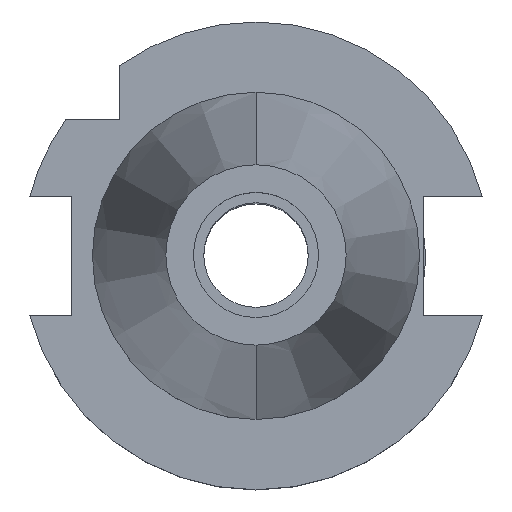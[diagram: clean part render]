
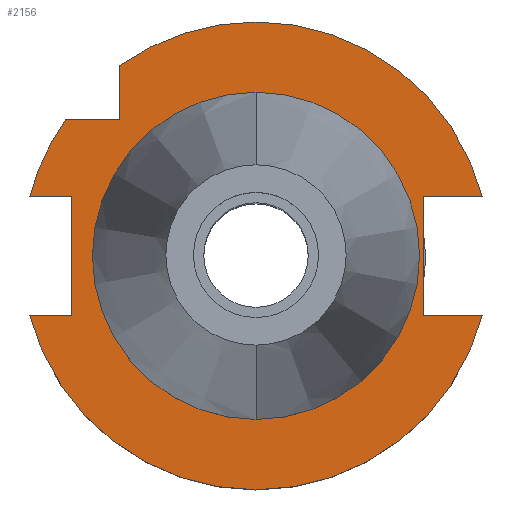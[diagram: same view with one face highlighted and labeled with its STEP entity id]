
A CAD part, top view. The second image highlights one B-rep face of the part: STEP entity #2156.
In plain terms, the highlighted planar face has unit normal (0, 0, 1).
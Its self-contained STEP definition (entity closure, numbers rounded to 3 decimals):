
#596=DIRECTION('',(0.,-1.,0.));
#597=VECTOR('',#596,7.334);
#598=CARTESIAN_POINT('',(-18.5,25.834,-3.2));
#599=LINE('',#598,#597);
#617=DIRECTION('',(1.,0.,0.));
#618=VECTOR('',#617,8.038);
#619=CARTESIAN_POINT('',(22.7,8.05,-3.2));
#620=LINE('',#619,#618);
#641=CARTESIAN_POINT('',(0.,0.,-3.2));
#642=DIRECTION('',(0.,0.,-1.));
#643=DIRECTION('',(-0.582,0.813,0.));
#644=AXIS2_PLACEMENT_3D('',#641,#642,#643);
#649=CARTESIAN_POINT('',(0.,0.,-3.2));
#650=DIRECTION('',(0.,0.,-1.));
#651=DIRECTION('',(0.,1.,0.));
#652=AXIS2_PLACEMENT_3D('',#649,#650,#651);
#657=DIRECTION('',(0.,-1.,0.));
#658=VECTOR('',#657,16.1);
#659=CARTESIAN_POINT('',(22.7,8.05,-3.2));
#660=LINE('',#659,#658);
#664=DIRECTION('',(1.,0.,0.));
#665=VECTOR('',#664,8.038);
#666=CARTESIAN_POINT('',(22.7,-8.05,-3.2));
#667=LINE('',#666,#665);
#671=CARTESIAN_POINT('',(0.,0.,-3.2));
#672=DIRECTION('',(0.,0.,-1.));
#673=DIRECTION('',(0.967,-0.253,0.));
#674=AXIS2_PLACEMENT_3D('',#671,#672,#673);
#679=CARTESIAN_POINT('',(0.,0.,-3.2));
#680=DIRECTION('',(0.,0.,-1.));
#681=DIRECTION('',(0.,-1.,0.));
#682=AXIS2_PLACEMENT_3D('',#679,#680,#681);
#687=DIRECTION('',(-1.,0.,0.));
#688=VECTOR('',#687,5.738);
#689=CARTESIAN_POINT('',(-25.,8.05,-3.2));
#690=LINE('',#689,#688);
#694=CARTESIAN_POINT('',(0.,0.,-3.2));
#695=DIRECTION('',(0.,0.,-1.));
#696=DIRECTION('',(-0.967,0.253,0.));
#697=AXIS2_PLACEMENT_3D('',#694,#695,#696);
#702=CARTESIAN_POINT('',(0.,0.,-3.2));
#703=DIRECTION('',(0.,0.,1.));
#704=DIRECTION('',(0.,-1.,0.));
#705=AXIS2_PLACEMENT_3D('',#702,#703,#704);
#710=CARTESIAN_POINT('',(0.,0.,-3.2));
#711=DIRECTION('',(0.,0.,1.));
#712=DIRECTION('',(0.,1.,0.));
#713=AXIS2_PLACEMENT_3D('',#710,#711,#712);
#921=DIRECTION('',(-1.,0.,0.));
#922=VECTOR('',#921,5.738);
#923=CARTESIAN_POINT('',(-25.,-8.05,-3.2));
#924=LINE('',#923,#922);
#945=DIRECTION('',(0.,-1.,0.));
#946=VECTOR('',#945,16.1);
#947=CARTESIAN_POINT('',(-25.,8.05,-3.2));
#948=LINE('',#947,#946);
#1004=DIRECTION('',(-1.,0.,0.));
#1005=VECTOR('',#1004,7.334);
#1006=CARTESIAN_POINT('',(-18.5,18.5,-3.2));
#1007=LINE('',#1006,#1005);
#1448=CARTESIAN_POINT('',(22.7,-8.05,-3.2));
#1449=VERTEX_POINT('',#1448);
#1450=CARTESIAN_POINT('',(22.7,8.05,-3.2));
#1451=VERTEX_POINT('',#1450);
#1486=CARTESIAN_POINT('',(-18.5,25.834,-3.2));
#1487=VERTEX_POINT('',#1486);
#1488=CARTESIAN_POINT('',(-18.5,18.5,-3.2));
#1489=VERTEX_POINT('',#1488);
#1504=CARTESIAN_POINT('',(-25.,-8.05,-3.2));
#1505=VERTEX_POINT('',#1504);
#1506=CARTESIAN_POINT('',(-30.738,-8.05,-3.2));
#1507=VERTEX_POINT('',#1506);
#1517=CARTESIAN_POINT('',(-25.,8.05,-3.2));
#1518=VERTEX_POINT('',#1517);
#1527=CARTESIAN_POINT('',(-30.738,8.05,-3.2));
#1528=VERTEX_POINT('',#1527);
#1575=CARTESIAN_POINT('',(0.,-31.775,-3.2));
#1576=VERTEX_POINT('',#1575);
#1577=CARTESIAN_POINT('',(30.738,-8.05,-3.2));
#1578=VERTEX_POINT('',#1577);
#1579=CARTESIAN_POINT('',(30.738,8.05,-3.2));
#1580=VERTEX_POINT('',#1579);
#1581=CARTESIAN_POINT('',(0.,31.775,-3.2));
#1582=VERTEX_POINT('',#1581);
#1583=CARTESIAN_POINT('',(-25.834,18.5,-3.2));
#1584=VERTEX_POINT('',#1583);
#1585=CARTESIAN_POINT('',(0.,-22.225,-3.2));
#1586=CARTESIAN_POINT('',(0.,22.225,-3.2));
#1587=VERTEX_POINT('',#1585);
#1588=VERTEX_POINT('',#1586);
#2120=CARTESIAN_POINT('',(0.,0.,-3.2));
#2121=DIRECTION('',(0.,0.,-1.));
#2122=DIRECTION('',(0.,-1.,0.));
#2123=AXIS2_PLACEMENT_3D('',#2120,#2121,#2122);
#2124=PLANE('',#2123);
#2125=ORIENTED_EDGE('',*,*,#2071,.F.);
#2127=ORIENTED_EDGE('',*,*,#2126,.T.);
#2129=ORIENTED_EDGE('',*,*,#2128,.T.);
#2130=ORIENTED_EDGE('',*,*,#2102,.F.);
#2131=ORIENTED_EDGE('',*,*,#2004,.T.);
#2133=ORIENTED_EDGE('',*,*,#2132,.T.);
#2135=ORIENTED_EDGE('',*,*,#2134,.T.);
#2137=ORIENTED_EDGE('',*,*,#2136,.T.);
#2139=ORIENTED_EDGE('',*,*,#2138,.F.);
#2141=ORIENTED_EDGE('',*,*,#2140,.F.);
#2143=ORIENTED_EDGE('',*,*,#2142,.T.);
#2145=ORIENTED_EDGE('',*,*,#2144,.T.);
#2147=ORIENTED_EDGE('',*,*,#2146,.F.);
#2148=EDGE_LOOP('',(#2125,#2127,#2129,#2130,#2131,#2133,#2135,#2137,#2139,#2141,
#2143,#2145,#2147));
#2149=FACE_OUTER_BOUND('',#2148,.F.);
#2151=ORIENTED_EDGE('',*,*,#2150,.T.);
#2153=ORIENTED_EDGE('',*,*,#2152,.T.);
#2154=EDGE_LOOP('',(#2151,#2153));
#2155=FACE_BOUND('',#2154,.F.);
#645=CIRCLE('',#644,31.775);
#653=CIRCLE('',#652,31.775);
#675=CIRCLE('',#674,31.775);
#683=CIRCLE('',#682,31.775);
#698=CIRCLE('',#697,31.775);
#706=CIRCLE('',#705,22.225);
#714=CIRCLE('',#713,22.225);
#2004=EDGE_CURVE('',#1451,#1449,#660,.T.);
#2071=EDGE_CURVE('',#1487,#1489,#599,.T.);
#2102=EDGE_CURVE('',#1451,#1580,#620,.T.);
#2126=EDGE_CURVE('',#1487,#1582,#645,.T.);
#2128=EDGE_CURVE('',#1582,#1580,#653,.T.);
#2132=EDGE_CURVE('',#1449,#1578,#667,.T.);
#2134=EDGE_CURVE('',#1578,#1576,#675,.T.);
#2136=EDGE_CURVE('',#1576,#1507,#683,.T.);
#2138=EDGE_CURVE('',#1505,#1507,#924,.T.);
#2140=EDGE_CURVE('',#1518,#1505,#948,.T.);
#2142=EDGE_CURVE('',#1518,#1528,#690,.T.);
#2144=EDGE_CURVE('',#1528,#1584,#698,.T.);
#2146=EDGE_CURVE('',#1489,#1584,#1007,.T.);
#2150=EDGE_CURVE('',#1587,#1588,#706,.T.);
#2152=EDGE_CURVE('',#1588,#1587,#714,.T.);
#2156=ADVANCED_FACE('',(#2149,#2155),#2124,.F.);
